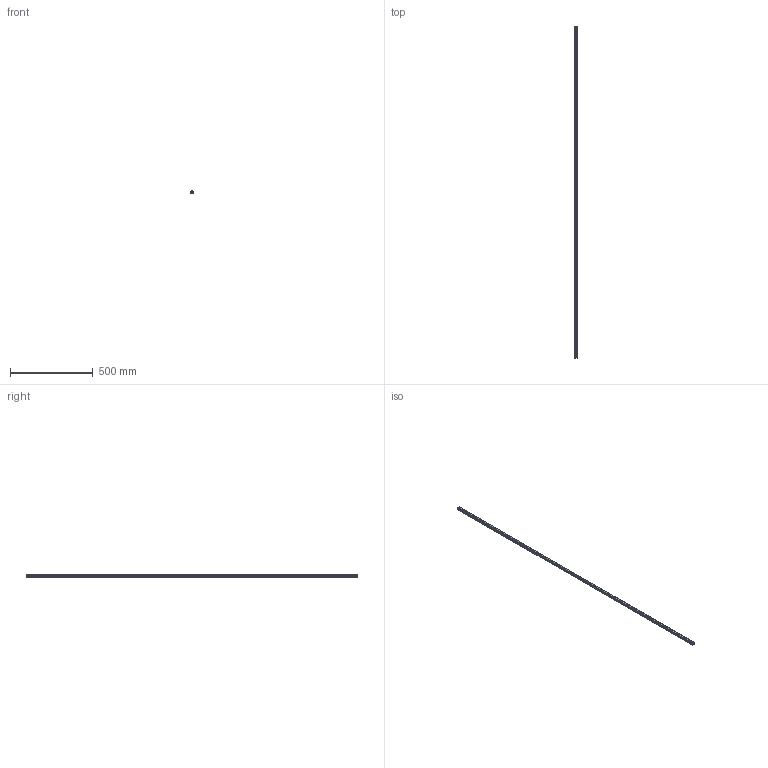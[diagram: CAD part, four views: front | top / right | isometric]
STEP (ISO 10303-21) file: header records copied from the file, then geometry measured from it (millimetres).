
FILE_DESCRIPTION(('STEP AP214'),'1');
FILE_NAME('cctmp_6766F086-8C5A-4735-B2AC-3EBFC513B49C_2020_4_23_12_59_37_629..stp','2020-04-23T10:59:37',('HIWIN GmbH'),('CADClick - www.CADClick.com'),'Spatial InterOp 3D',' ','unknown authorization');
FILE_SCHEMA(('AUTOMOTIVE_DESIGN'));
Length unit declared in the file: millimetre
Products named in the file (1): HGR15R2000H_FILE
Bounding box: 15 x 2000 x 15 mm (x, y, z)
Volume: 367220.2 mm3; surface area: 133475.4 mm2
Topology: 1 solids, 1 shells, 421 faces, 939 edges, 626 vertices
Faces by surface type: cylinder 230, plane 191
Entity records: 15265 total; most frequent: DIRECTION 2243, CARTESIAN_POINT 1987, ORIENTED_EDGE 1878, EDGE_CURVE 939, AXIS2_PLACEMENT_3D 882, VERTEX_POINT 626, EDGE_LOOP 527, LINE 479
